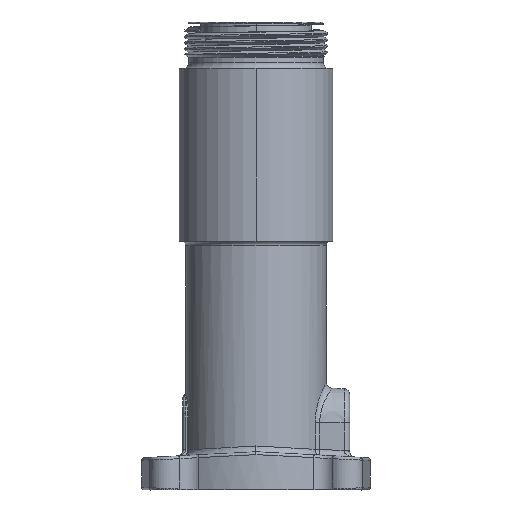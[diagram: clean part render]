
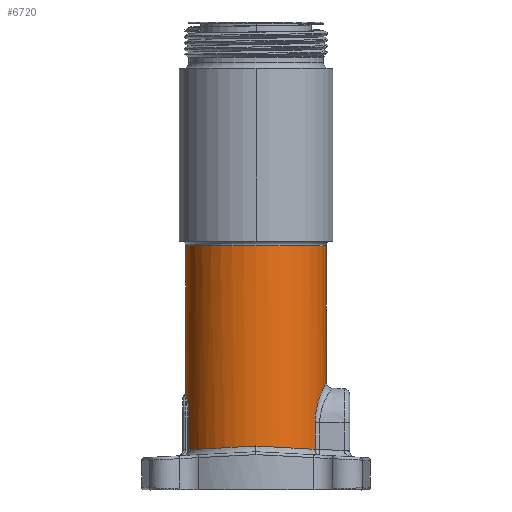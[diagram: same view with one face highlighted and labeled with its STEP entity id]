
A CAD part, left-side view. The second image highlights one B-rep face of the part: STEP entity #6720.
In plain terms, the highlighted cylindrical face has radius 38.1 mm (diameter 76.2 mm), a partial arc.
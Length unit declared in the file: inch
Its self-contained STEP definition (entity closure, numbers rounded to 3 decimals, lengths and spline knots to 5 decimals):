
#2305=CARTESIAN_POINT('',(0.,0.,5.21875));
#2306=DIRECTION('',(0.,0.,1.));
#2307=DIRECTION('',(0.,1.,0.));
#2308=AXIS2_PLACEMENT_3D('',#2305,#2306,#2307);
#2315=DIRECTION('',(0.,0.,1.));
#2316=VECTOR('',#2315,3.15931);
#2317=CARTESIAN_POINT('',(0.,1.5,
2.05944));
#2318=LINE('',#2317,#2316);
#2319=DIRECTION('',(0.,0.,1.));
#2320=VECTOR('',#2319,2.91768);
#2321=CARTESIAN_POINT('',(0.,-1.5,
2.30107));
#2322=LINE('',#2321,#2320);
#2323=DIRECTION('',(0.,0.,-1.));
#2324=VECTOR('',#2323,0.56849);
#2325=CARTESIAN_POINT('',(-0.80958,-1.26277,
1.4375));
#2326=LINE('',#2325,#2324);
#2336=CARTESIAN_POINT('',(0.,-1.5,
2.30107));
#2337=CARTESIAN_POINT('',(-0.04326,-1.5,
2.30107));
#2338=CARTESIAN_POINT('',(-0.13039,-1.4963,
2.29378));
#2339=CARTESIAN_POINT('',(-0.26386,-1.47864,
2.2583));
#2340=CARTESIAN_POINT('',(-0.39298,-1.44958,
2.19744));
#2341=CARTESIAN_POINT('',(-0.51639,-1.41022,
2.1089));
#2342=CARTESIAN_POINT('',(-0.62716,-1.36404,
1.99129));
#2343=CARTESIAN_POINT('',(-0.71157,-1.32129,
1.85868));
#2344=CARTESIAN_POINT('',(-0.77014,-1.28755,
1.71738));
#2345=CARTESIAN_POINT('',(-0.80307,-1.26698,
1.57402));
#2346=CARTESIAN_POINT('',(-0.80957,-1.26278,
1.48262));
#2347=CARTESIAN_POINT('',(-0.80958,-1.26277,
1.4375));
#2501=CARTESIAN_POINT('',(-1.5,0.00001,
0.94071));
#2502=CARTESIAN_POINT('',(-1.5,-0.07399,
0.9365));
#2503=CARTESIAN_POINT('',(-1.48903,-0.22204,
0.9281));
#2504=CARTESIAN_POINT('',(-1.43994,-0.43946,
0.91576));
#2505=CARTESIAN_POINT('',(-1.35918,-0.64748,
0.90395));
#2506=CARTESIAN_POINT('',(-1.2487,-0.84088,
0.89296));
#2507=CARTESIAN_POINT('',(-1.1136,-1.0125,
0.88322));
#2508=CARTESIAN_POINT('',(-0.96342,-1.15543,
0.87511));
#2509=CARTESIAN_POINT('',(-0.86076,-1.22995,
0.87088));
#2510=CARTESIAN_POINT('',(-0.80958,-1.26277,
0.86901));
#2512=CARTESIAN_POINT('',(-0.43286,1.43619,
0.85917));
#2513=CARTESIAN_POINT('',(-0.50925,1.41316,
0.86047));
#2514=CARTESIAN_POINT('',(-0.6584,1.35488,
0.86378));
#2515=CARTESIAN_POINT('',(-0.86554,1.23291,
0.87071));
#2516=CARTESIAN_POINT('',(-1.05059,1.07957,
0.87941));
#2517=CARTESIAN_POINT('',(-1.20897,0.89868,
0.88968));
#2518=CARTESIAN_POINT('',(-1.33662,0.69477,
0.90126));
#2519=CARTESIAN_POINT('',(-1.43018,0.47308,
0.91385));
#2520=CARTESIAN_POINT('',(-1.48719,0.23972,
0.9271));
#2521=CARTESIAN_POINT('',(-1.5,0.07991,
0.93617));
#2522=CARTESIAN_POINT('',(-1.5,0.00001,
0.94071));
#2531=CARTESIAN_POINT('',(-1.5,0.00001,
0.94071));
#2561=CARTESIAN_POINT('',(-0.43286,1.43619,
0.85917));
#2699=CARTESIAN_POINT('',(0.,1.5,
2.05944));
#2700=CARTESIAN_POINT('',(-0.02551,1.5,
2.05944));
#2701=CARTESIAN_POINT('',(-0.07538,1.49872,
2.05533));
#2702=CARTESIAN_POINT('',(-0.14808,1.49322,
2.03694));
#2703=CARTESIAN_POINT('',(-0.21388,1.48511,
2.00751));
#2704=CARTESIAN_POINT('',(-0.2527,1.47868,
1.98132));
#2705=CARTESIAN_POINT('',(-0.2709,1.47533,
1.96653));
#2769=CARTESIAN_POINT('',(-0.2709,1.47533,
1.96653));
#2770=CARTESIAN_POINT('',(-0.29142,1.47157,
1.94986));
#2771=CARTESIAN_POINT('',(-0.32867,1.46386,
1.91349));
#2772=CARTESIAN_POINT('',(-0.37444,1.45271,
1.8492));
#2773=CARTESIAN_POINT('',(-0.40789,1.44357,
1.77825));
#2774=CARTESIAN_POINT('',(-0.42838,1.43755,
1.7017));
#2775=CARTESIAN_POINT('',(-0.43274,1.43622,
1.65076));
#2776=CARTESIAN_POINT('',(-0.43275,1.43622,
1.625));
#2787=DIRECTION('',(0.,0.,-1.));
#2788=VECTOR('',#2787,0.76133);
#2789=CARTESIAN_POINT('',(-0.43275,1.43622,
1.625));
#2790=LINE('',#2789,#2788);
#2868=CARTESIAN_POINT('',(-0.43275,1.43622,
0.86367));
#2869=CARTESIAN_POINT('',(-0.43275,1.43622,
0.86292));
#2870=CARTESIAN_POINT('',(-0.43277,1.43621,
0.86142));
#2871=CARTESIAN_POINT('',(-0.43282,1.4362,
0.85992));
#2872=CARTESIAN_POINT('',(-0.43286,1.43619,
0.85917));
#2972=CARTESIAN_POINT('',(0.,1.5,5.21875));
#2974=VERTEX_POINT('',#2972);
#2976=CARTESIAN_POINT('',(0.,-1.5,5.21875));
#2978=VERTEX_POINT('',#2976);
#3045=VERTEX_POINT('',#2531);
#3068=VERTEX_POINT('',#2561);
#3070=VERTEX_POINT('',#2868);
#3073=CARTESIAN_POINT('',(-0.43275,1.43622,
1.625));
#3074=VERTEX_POINT('',#3073);
#3076=VERTEX_POINT('',#2769);
#3078=VERTEX_POINT('',#2699);
#3090=CARTESIAN_POINT('',(-0.80958,-1.26277,
0.86901));
#3092=VERTEX_POINT('',#3090);
#3096=CARTESIAN_POINT('',(-0.80958,-1.26277,
1.4375));
#3097=VERTEX_POINT('',#3096);
#3100=VERTEX_POINT('',#2336);
#6694=CARTESIAN_POINT('',(0.,0.,11.41875));
#6695=DIRECTION('',(0.,0.,-1.));
#6696=DIRECTION('',(0.,-1.,0.));
#6697=AXIS2_PLACEMENT_3D('',#6694,#6695,#6696);
#6698=CYLINDRICAL_SURFACE('',#6697,1.5);
#6700=ORIENTED_EDGE('',*,*,#6699,.T.);
#6702=ORIENTED_EDGE('',*,*,#6701,.F.);
#6704=ORIENTED_EDGE('',*,*,#6703,.F.);
#6706=ORIENTED_EDGE('',*,*,#6705,.F.);
#6708=ORIENTED_EDGE('',*,*,#6707,.F.);
#6710=ORIENTED_EDGE('',*,*,#6709,.F.);
#6712=ORIENTED_EDGE('',*,*,#6711,.F.);
#6713=ORIENTED_EDGE('',*,*,#3533,.T.);
#6714=ORIENTED_EDGE('',*,*,#6677,.T.);
#6715=ORIENTED_EDGE('',*,*,#3529,.F.);
#6717=ORIENTED_EDGE('',*,*,#6716,.T.);
#6718=EDGE_LOOP('',(#6700,#6702,#6704,#6706,#6708,#6710,#6712,#6713,#6714,#6715,
#6717));
#6719=FACE_OUTER_BOUND('',#6718,.F.);
#2309=CIRCLE('',#2308,1.5);
#2348=B_SPLINE_CURVE_WITH_KNOTS('',3,(#2336,#2337,#2338,#2339,#2340,#2341,#2342,
#2343,#2344,#2345,#2346,#2347),.UNSPECIFIED.,.F.,.F.,(4,1,1,1,1,1,1,1,1,4),
(0.,0.11111,0.22222,0.33333,0.44444,
0.55556,0.66667,0.77778,0.88889,1.),
.UNSPECIFIED.);
#2511=B_SPLINE_CURVE_WITH_KNOTS('',3,(#2501,#2502,#2503,#2504,#2505,#2506,#2507,
#2508,#2509,#2510),.UNSPECIFIED.,.F.,.F.,(4,1,1,1,1,1,1,4),(0.,
0.14286,0.28571,0.42857,0.57143,
0.71429,0.85714,1.),.UNSPECIFIED.);
#2523=B_SPLINE_CURVE_WITH_KNOTS('',3,(#2512,#2513,#2514,#2515,#2516,#2517,#2518,
#2519,#2520,#2521,#2522),.UNSPECIFIED.,.F.,.F.,(4,1,1,1,1,1,1,1,4),(0.,
0.125,0.25,0.375,0.5,0.625,0.75,0.875,1.),.UNSPECIFIED.);
#2706=B_SPLINE_CURVE_WITH_KNOTS('',3,(#2699,#2700,#2701,#2702,#2703,#2704,
#2705),.UNSPECIFIED.,.F.,.F.,(4,1,1,1,4),(0.,0.25,0.5,0.75,1.),
.UNSPECIFIED.);
#2777=B_SPLINE_CURVE_WITH_KNOTS('',3,(#2769,#2770,#2771,#2772,#2773,#2774,#2775,
#2776),.UNSPECIFIED.,.F.,.F.,(4,1,1,1,1,4),(0.,0.2,0.4,0.6,0.8,1.),
.UNSPECIFIED.);
#2873=B_SPLINE_CURVE_WITH_KNOTS('',3,(#2868,#2869,#2870,#2871,#2872),
.UNSPECIFIED.,.F.,.F.,(4,1,4),(0.,0.5,1.),.UNSPECIFIED.);
#3529=EDGE_CURVE('',#3100,#2978,#2322,.T.);
#3533=EDGE_CURVE('',#3078,#2974,#2318,.T.);
#6677=EDGE_CURVE('',#2974,#2978,#2309,.T.);
#6699=EDGE_CURVE('',#3097,#3092,#2326,.T.);
#6701=EDGE_CURVE('',#3045,#3092,#2511,.T.);
#6703=EDGE_CURVE('',#3068,#3045,#2523,.T.);
#6705=EDGE_CURVE('',#3070,#3068,#2873,.T.);
#6707=EDGE_CURVE('',#3074,#3070,#2790,.T.);
#6709=EDGE_CURVE('',#3076,#3074,#2777,.T.);
#6711=EDGE_CURVE('',#3078,#3076,#2706,.T.);
#6716=EDGE_CURVE('',#3100,#3097,#2348,.T.);
#6720=ADVANCED_FACE('',(#6719),#6698,.T.);
